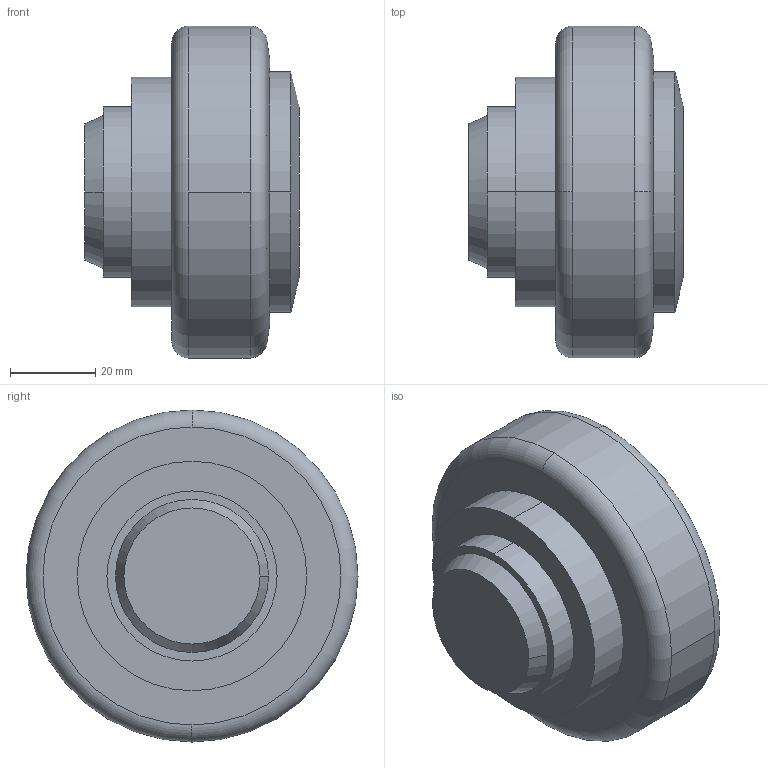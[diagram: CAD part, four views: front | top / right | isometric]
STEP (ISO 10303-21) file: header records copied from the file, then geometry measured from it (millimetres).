
FILE_DESCRIPTION(('STEP AP203'),'1');
FILE_NAME('200_013_002_without_distance_washer.stp','2014-08-06T06:34:06',('TraceParts'),('TraceParts S.A.'),'XStep 1.0',' ',' ');
FILE_SCHEMA(('CONFIG_CONTROL_DESIGN'));
Length unit declared in the file: millimetre
Products named in the file (1): 1
Bounding box: 50.5 x 78.1 x 78.1 mm (x, y, z)
Volume: 158139.1 mm3; surface area: 17950.4 mm2
Topology: 1 solids, 1 shells, 48 faces, 119 edges, 79 vertices
Faces by surface type: plane 22, cylinder 12, torus 8, cone 6
Entity records: 1544 total; most frequent: CARTESIAN_POINT 299, DIRECTION 274, ORIENTED_EDGE 238, EDGE_CURVE 119, AXIS2_PLACEMENT_3D 110, VERTEX_POINT 79, CIRCLE 61, EDGE_LOOP 54
